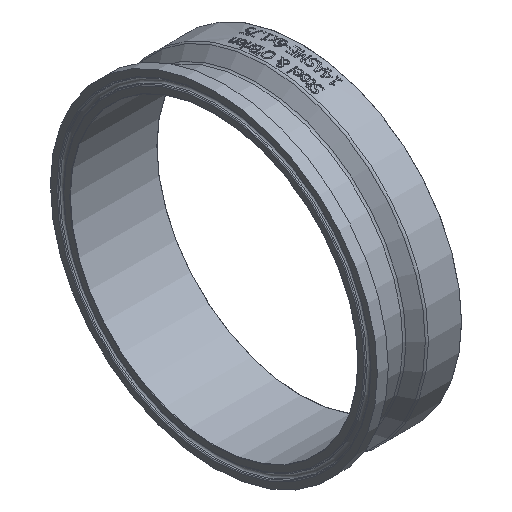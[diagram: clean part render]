
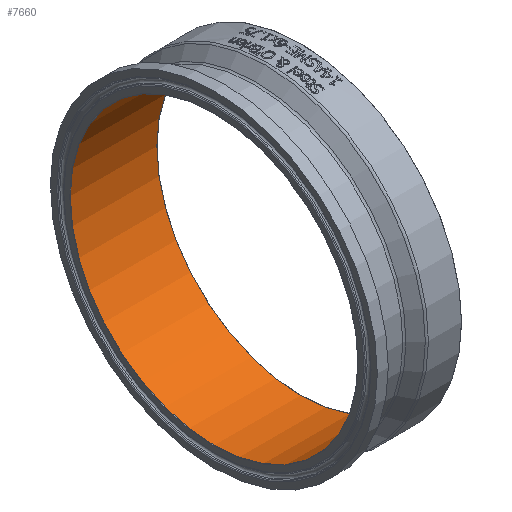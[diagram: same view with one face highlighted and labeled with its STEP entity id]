
A CAD part, isometric view. The second image highlights one B-rep face of the part: STEP entity #7660.
In plain terms, the highlighted cylindrical face has radius 73.431 mm (diameter 146.863 mm), a full revolution.
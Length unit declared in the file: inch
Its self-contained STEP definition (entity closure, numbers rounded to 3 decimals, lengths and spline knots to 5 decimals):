
#897=FACE_OUTER_BOUND('',#1354,.T.);
#1354=EDGE_LOOP('',(#7139,#7140,#7141,#7142,#7143,#7144,#7145,#7146));
#1586=CIRCLE('',#8209,2.891);
#1587=CIRCLE('',#8210,2.891);
#1588=CIRCLE('',#8211,2.891);
#1589=CIRCLE('',#8213,2.891);
#1590=CIRCLE('',#8214,2.891);
#1591=CIRCLE('',#8215,2.891);
#2112=LINE('',#17048,#2627);
#2627=VECTOR('',#9803,2.891);
#3728=VERTEX_POINT('',#17034);
#3729=VERTEX_POINT('',#17036);
#3730=VERTEX_POINT('',#17038);
#3731=VERTEX_POINT('',#17042);
#3732=VERTEX_POINT('',#17043);
#3733=VERTEX_POINT('',#17045);
#4870=EDGE_CURVE('',#3728,#3729,#1586,.T.);
#4871=EDGE_CURVE('',#3729,#3730,#1587,.T.);
#4872=EDGE_CURVE('',#3730,#3728,#1588,.T.);
#4873=EDGE_CURVE('',#3731,#3732,#1589,.T.);
#4874=EDGE_CURVE('',#3733,#3731,#1590,.T.);
#4875=EDGE_CURVE('',#3732,#3733,#1591,.T.);
#4876=EDGE_CURVE('',#3732,#3729,#2112,.T.);
#7139=ORIENTED_EDGE('',*,*,#4873,.F.);
#7140=ORIENTED_EDGE('',*,*,#4874,.F.);
#7141=ORIENTED_EDGE('',*,*,#4875,.F.);
#7142=ORIENTED_EDGE('',*,*,#4876,.T.);
#7143=ORIENTED_EDGE('',*,*,#4870,.F.);
#7144=ORIENTED_EDGE('',*,*,#4872,.F.);
#7145=ORIENTED_EDGE('',*,*,#4871,.F.);
#7146=ORIENTED_EDGE('',*,*,#4876,.F.);
#7219=CYLINDRICAL_SURFACE('',#8212,2.891);
#7660=ADVANCED_FACE('',(#897),#7219,.F.);
#8209=AXIS2_PLACEMENT_3D('',#17037,#9789,#9790);
#8210=AXIS2_PLACEMENT_3D('',#17039,#9791,#9792);
#8211=AXIS2_PLACEMENT_3D('',#17040,#9793,#9794);
#8212=AXIS2_PLACEMENT_3D('',#17041,#9795,#9796);
#8213=AXIS2_PLACEMENT_3D('',#17044,#9797,#9798);
#8214=AXIS2_PLACEMENT_3D('',#17046,#9799,#9800);
#8215=AXIS2_PLACEMENT_3D('',#17047,#9801,#9802);
#9789=DIRECTION('center_axis',(1.,0.,0.));
#9790=DIRECTION('ref_axis',(0.,-1.,0.));
#9791=DIRECTION('center_axis',(1.,0.,0.));
#9792=DIRECTION('ref_axis',(0.,-1.,0.));
#9793=DIRECTION('center_axis',(1.,0.,0.));
#9794=DIRECTION('ref_axis',(0.,-1.,0.));
#9795=DIRECTION('center_axis',(1.,0.,0.));
#9796=DIRECTION('ref_axis',(0.,1.,0.));
#9797=DIRECTION('center_axis',(-1.,0.,0.));
#9798=DIRECTION('ref_axis',(0.,-1.,0.));
#9799=DIRECTION('center_axis',(-1.,0.,0.));
#9800=DIRECTION('ref_axis',(0.,-1.,0.));
#9801=DIRECTION('center_axis',(-1.,0.,0.));
#9802=DIRECTION('ref_axis',(0.,-1.,0.));
#9803=DIRECTION('',(-1.,0.,0.));
#17034=CARTESIAN_POINT('',(0.005,0.,2.891));
#17036=CARTESIAN_POINT('',(0.005,-2.891,0.));
#17037=CARTESIAN_POINT('Origin',(0.005,0.,
0.));
#17038=CARTESIAN_POINT('',(0.005,2.891,0.));
#17039=CARTESIAN_POINT('Origin',(0.005,0.,
0.));
#17040=CARTESIAN_POINT('Origin',(0.005,0.,
0.));
#17041=CARTESIAN_POINT('Origin',(0.875,0.,
0.));
#17042=CARTESIAN_POINT('',(1.745,2.891,0.));
#17043=CARTESIAN_POINT('',(1.745,-2.891,0.));
#17044=CARTESIAN_POINT('Origin',(1.745,0.,0.));
#17045=CARTESIAN_POINT('',(1.745,0.,2.891));
#17046=CARTESIAN_POINT('Origin',(1.745,0.,0.));
#17047=CARTESIAN_POINT('Origin',(1.745,0.,0.));
#17048=CARTESIAN_POINT('',(0.875,-2.891,0.));
